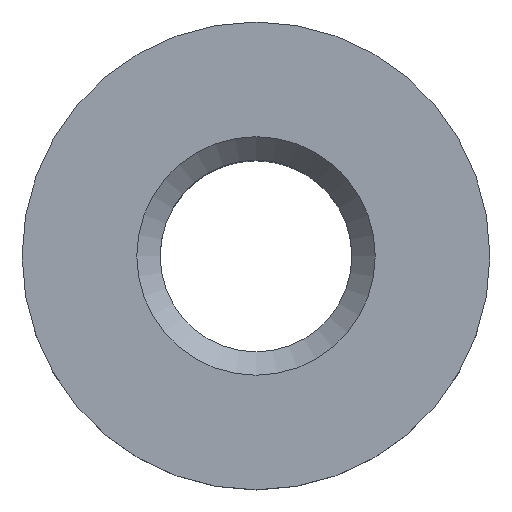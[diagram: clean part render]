
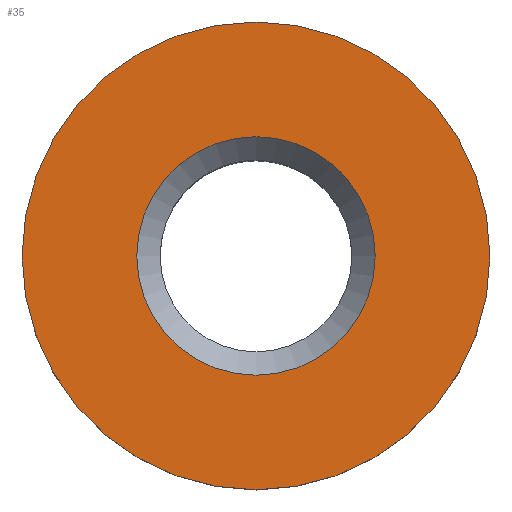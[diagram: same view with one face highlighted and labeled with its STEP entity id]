
A CAD part, top view. The second image highlights one B-rep face of the part: STEP entity #35.
In plain terms, the highlighted planar face has unit normal (0, 0, 1).
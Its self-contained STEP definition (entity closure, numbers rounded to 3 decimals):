
#35 = ADVANCED_FACE( '', ( #70, #71 ), #72, .F. );
#70 = FACE_BOUND( '', #105, .T. );
#71 = FACE_OUTER_BOUND( '', #106, .T. );
#72 = PLANE( '', #107 );
#105 = EDGE_LOOP( '', ( #138 ) );
#106 = EDGE_LOOP( '', ( #139 ) );
#107 = AXIS2_PLACEMENT_3D( '', #140, #141, #142 );
#138 = ORIENTED_EDGE( '', *, *, #174, .T. );
#139 = ORIENTED_EDGE( '', *, *, #175, .F. );
#140 = CARTESIAN_POINT( '', ( 0., 0., 1. ) );
#141 = DIRECTION( '', ( 0., 0., -1. ) );
#142 = DIRECTION( '', ( -1., 0., 0. ) );
#174 = EDGE_CURVE( '', #192, #192, #193, .T. );
#175 = EDGE_CURVE( '', #194, #194, #195, .T. );
#192 = VERTEX_POINT( '', #213 );
#193 = CIRCLE( '', #214, 1.53 );
#194 = VERTEX_POINT( '', #215 );
#195 = CIRCLE( '', #216, 3. );
#213 = CARTESIAN_POINT( '', ( 1.53, 0., 1. ) );
#214 = AXIS2_PLACEMENT_3D( '', #235, #236, #237 );
#215 = CARTESIAN_POINT( '', ( -3., 0., 1. ) );
#216 = AXIS2_PLACEMENT_3D( '', #238, #239, #240 );
#235 = CARTESIAN_POINT( '', ( 0., 0., 1. ) );
#236 = DIRECTION( '', ( 0., 0., -1. ) );
#237 = DIRECTION( '', ( 1., 0., 0. ) );
#238 = CARTESIAN_POINT( '', ( 0., 0., 1. ) );
#239 = DIRECTION( '', ( 0., 0., -1. ) );
#240 = DIRECTION( '', ( -1., 0., 0. ) );
